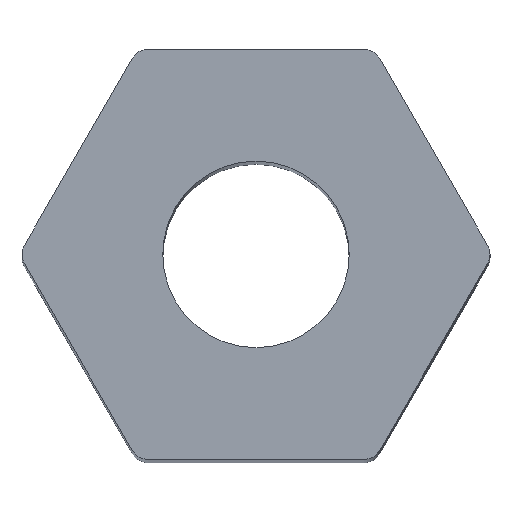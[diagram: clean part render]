
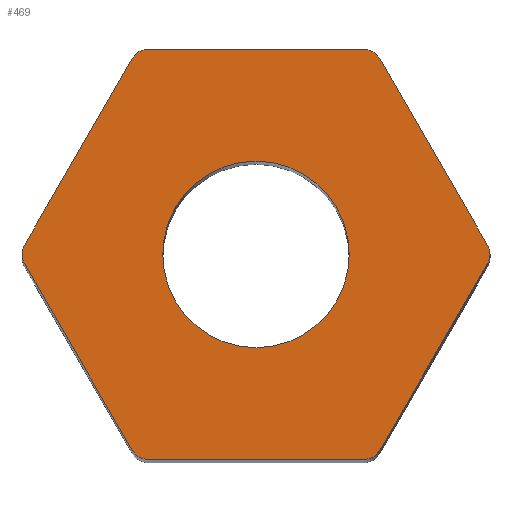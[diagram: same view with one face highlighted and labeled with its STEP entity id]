
A CAD part, top view. The second image highlights one B-rep face of the part: STEP entity #469.
In plain terms, the highlighted planar face has unit normal (0, 0, 1).
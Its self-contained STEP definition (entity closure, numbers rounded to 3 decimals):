
#6 = VERTEX_POINT ( 'NONE', #116 ) ;
#11 = VECTOR ( 'NONE', #161, 1000. ) ;
#18 = CARTESIAN_POINT ( 'NONE',  ( 1.443, -2.75, 25. ) ) ;
#19 = CARTESIAN_POINT ( 'NONE',  ( 1.25, 0., 25. ) ) ;
#25 = AXIS2_PLACEMENT_3D ( 'NONE', #462, #412, #43 ) ;
#29 = CIRCLE ( 'NONE', #519, 1.25 ) ;
#35 = VERTEX_POINT ( 'NONE', #18 ) ;
#39 = LINE ( 'NONE', #148, #166 ) ;
#40 = ORIENTED_EDGE ( 'NONE', *, *, #362, .T. ) ;
#42 = DIRECTION ( 'NONE',  ( -0.5, -0.866, 0. ) ) ;
#43 = DIRECTION ( 'NONE',  ( 1., 0., 0. ) ) ;
#44 = EDGE_CURVE ( 'NONE', #483, #6, #217, .T. ) ;
#51 = ORIENTED_EDGE ( 'NONE', *, *, #245, .T. ) ;
#52 = ORIENTED_EDGE ( 'NONE', *, *, #286, .F. ) ;
#57 = VERTEX_POINT ( 'NONE', #342 ) ;
#58 = VERTEX_POINT ( 'NONE', #66 ) ;
#60 = CARTESIAN_POINT ( 'NONE',  ( 1.588, -2.75, 25. ) ) ;
#66 = CARTESIAN_POINT ( 'NONE',  ( 1.66, 2.625, 25. ) ) ;
#71 = CARTESIAN_POINT ( 'NONE',  ( 0., 0., 25. ) ) ;
#76 = ORIENTED_EDGE ( 'NONE', *, *, #448, .T. ) ;
#78 = DIRECTION ( 'NONE',  ( 1., 0., 0. ) ) ;
#80 = DIRECTION ( 'NONE',  ( 1., 0., 0. ) ) ;
#94 = VERTEX_POINT ( 'NONE', #207 ) ;
#95 = DIRECTION ( 'NONE',  ( 0., 0., 1. ) ) ;
#108 = EDGE_LOOP ( 'NONE', ( #457, #451, #269, #554, #40, #76, #288, #231, #51, #325, #482, #579, #115 ) ) ;
#110 = LINE ( 'NONE', #500, #138 ) ;
#114 = CARTESIAN_POINT ( 'NONE',  ( 3.103, 0.125, 25. ) ) ;
#115 = ORIENTED_EDGE ( 'NONE', *, *, #195, .T. ) ;
#116 = CARTESIAN_POINT ( 'NONE',  ( -1.25, 0., 25. ) ) ;
#117 = DIRECTION ( 'NONE',  ( 0.5, 0.866, 0. ) ) ;
#136 = CARTESIAN_POINT ( 'NONE',  ( -3.137, 0., 25. ) ) ;
#138 = VECTOR ( 'NONE', #496, 1000. ) ;
#143 = CARTESIAN_POINT ( 'NONE',  ( 0., 0., 25. ) ) ;
#144 = AXIS2_PLACEMENT_3D ( 'NONE', #143, #95, #485 ) ;
#148 = CARTESIAN_POINT ( 'NONE',  ( -1.588, 2.75, 25. ) ) ;
#152 = VERTEX_POINT ( 'NONE', #525 ) ;
#153 = VERTEX_POINT ( 'NONE', #273 ) ;
#161 = DIRECTION ( 'NONE',  ( -1., 0., 0. ) ) ;
#164 = DIRECTION ( 'NONE',  ( 1., 0., 0. ) ) ;
#166 = VECTOR ( 'NONE', #42, 1000. ) ;
#172 = DIRECTION ( 'NONE',  ( 0., 0., 1. ) ) ;
#173 = LINE ( 'NONE', #60, #480 ) ;
#176 = AXIS2_PLACEMENT_3D ( 'NONE', #553, #466, #164 ) ;
#181 = VERTEX_POINT ( 'NONE', #322 ) ;
#185 = PLANE ( 'NONE',  #144 ) ;
#187 = CIRCLE ( 'NONE', #176, 0.25 ) ;
#195 = EDGE_CURVE ( 'NONE', #153, #545, #236, .T. ) ;
#204 = EDGE_CURVE ( 'NONE', #94, #153, #570, .T. ) ;
#207 = CARTESIAN_POINT ( 'NONE',  ( 1.443, 2.75, 25. ) ) ;
#212 = CARTESIAN_POINT ( 'NONE',  ( -1.66, -2.625, 25. ) ) ;
#217 = CIRCLE ( 'NONE', #438, 1.25 ) ;
#221 = DIRECTION ( 'NONE',  ( 0.5, -0.866, 0. ) ) ;
#231 = ORIENTED_EDGE ( 'NONE', *, *, #484, .T. ) ;
#236 = CIRCLE ( 'NONE', #25, 0.25 ) ;
#239 = EDGE_CURVE ( 'NONE', #545, #152, #39, .T. ) ;
#244 = AXIS2_PLACEMENT_3D ( 'NONE', #349, #514, #80 ) ;
#245 = EDGE_CURVE ( 'NONE', #181, #316, #476, .T. ) ;
#252 = AXIS2_PLACEMENT_3D ( 'NONE', #254, #422, #502 ) ;
#254 = CARTESIAN_POINT ( 'NONE',  ( 1.443, -2.5, 25. ) ) ;
#257 = DIRECTION ( 'NONE',  ( 1., 0., 0. ) ) ;
#266 = LINE ( 'NONE', #307, #323 ) ;
#269 = ORIENTED_EDGE ( 'NONE', *, *, #333, .T. ) ;
#273 = CARTESIAN_POINT ( 'NONE',  ( -1.443, 2.75, 25. ) ) ;
#285 = CARTESIAN_POINT ( 'NONE',  ( 2.887, 0., 25. ) ) ;
#286 = EDGE_CURVE ( 'NONE', #6, #483, #29, .T. ) ;
#288 = ORIENTED_EDGE ( 'NONE', *, *, #477, .T. ) ;
#290 = CARTESIAN_POINT ( 'NONE',  ( 1.588, 2.75, 25. ) ) ;
#302 = CARTESIAN_POINT ( 'NONE',  ( 1.66, -2.625, 25. ) ) ;
#307 = CARTESIAN_POINT ( 'NONE',  ( -3.175, 0., 25. ) ) ;
#308 = DIRECTION ( 'NONE',  ( 0., 0., 1. ) ) ;
#310 = CARTESIAN_POINT ( 'NONE',  ( -2.887, 0., 25. ) ) ;
#311 = VERTEX_POINT ( 'NONE', #302 ) ;
#313 = EDGE_CURVE ( 'NONE', #58, #94, #187, .T. ) ;
#316 = VERTEX_POINT ( 'NONE', #114 ) ;
#321 = DIRECTION ( 'NONE',  ( 1., 0., 0. ) ) ;
#322 = CARTESIAN_POINT ( 'NONE',  ( 3.103, -0.125, 25. ) ) ;
#323 = VECTOR ( 'NONE', #221, 1000. ) ;
#325 = ORIENTED_EDGE ( 'NONE', *, *, #583, .T. ) ;
#333 = EDGE_CURVE ( 'NONE', #523, #57, #335, .T. ) ;
#335 = CIRCLE ( 'NONE', #350, 0.25 ) ;
#336 = DIRECTION ( 'NONE',  ( 0., 0., 1. ) ) ;
#342 = CARTESIAN_POINT ( 'NONE',  ( -3.103, -0.125, 25. ) ) ;
#347 = DIRECTION ( 'NONE',  ( 1., 0., 0. ) ) ;
#349 = CARTESIAN_POINT ( 'NONE',  ( -1.443, -2.5, 25. ) ) ;
#350 = AXIS2_PLACEMENT_3D ( 'NONE', #468, #336, #257 ) ;
#351 = CIRCLE ( 'NONE', #416, 0.25 ) ;
#353 = VERTEX_POINT ( 'NONE', #439 ) ;
#354 = EDGE_CURVE ( 'NONE', #152, #523, #351, .T. ) ;
#360 = DIRECTION ( 'NONE',  ( 1., 0., 0. ) ) ;
#362 = EDGE_CURVE ( 'NONE', #417, #353, #486, .T. ) ;
#369 = CARTESIAN_POINT ( 'NONE',  ( -1.66, 2.625, 25. ) ) ;
#375 = EDGE_LOOP ( 'NONE', ( #52, #398 ) ) ;
#377 = EDGE_CURVE ( 'NONE', #57, #417, #266, .T. ) ;
#379 = DIRECTION ( 'NONE',  ( 0., 0., 1. ) ) ;
#381 = FACE_OUTER_BOUND ( 'NONE', #108, .T. ) ;
#398 = ORIENTED_EDGE ( 'NONE', *, *, #44, .F. ) ;
#412 = DIRECTION ( 'NONE',  ( 0., 0., 1. ) ) ;
#414 = CARTESIAN_POINT ( 'NONE',  ( -1.588, -2.75, 25. ) ) ;
#416 = AXIS2_PLACEMENT_3D ( 'NONE', #310, #172, #78 ) ;
#417 = VERTEX_POINT ( 'NONE', #212 ) ;
#422 = DIRECTION ( 'NONE',  ( 0., 0., 1. ) ) ;
#438 = AXIS2_PLACEMENT_3D ( 'NONE', #504, #379, #509 ) ;
#439 = CARTESIAN_POINT ( 'NONE',  ( -1.443, -2.75, 25. ) ) ;
#442 = VECTOR ( 'NONE', #321, 1000. ) ;
#448 = EDGE_CURVE ( 'NONE', #353, #35, #560, .T. ) ;
#451 = ORIENTED_EDGE ( 'NONE', *, *, #354, .T. ) ;
#457 = ORIENTED_EDGE ( 'NONE', *, *, #239, .T. ) ;
#462 = CARTESIAN_POINT ( 'NONE',  ( -1.443, 2.5, 25. ) ) ;
#466 = DIRECTION ( 'NONE',  ( 0., 0., 1. ) ) ;
#468 = CARTESIAN_POINT ( 'NONE',  ( -2.887, 0., 25. ) ) ;
#469 = ADVANCED_FACE ( 'NONE', ( #491, #381 ), #185, .T. ) ;
#476 = CIRCLE ( 'NONE', #489, 0.25 ) ;
#477 = EDGE_CURVE ( 'NONE', #35, #311, #585, .T. ) ;
#480 = VECTOR ( 'NONE', #117, 1000. ) ;
#482 = ORIENTED_EDGE ( 'NONE', *, *, #313, .T. ) ;
#483 = VERTEX_POINT ( 'NONE', #19 ) ;
#484 = EDGE_CURVE ( 'NONE', #311, #181, #173, .T. ) ;
#485 = DIRECTION ( 'NONE',  ( 1., 0., 0. ) ) ;
#486 = CIRCLE ( 'NONE', #244, 0.25 ) ;
#489 = AXIS2_PLACEMENT_3D ( 'NONE', #285, #584, #360 ) ;
#491 = FACE_BOUND ( 'NONE', #375, .T. ) ;
#496 = DIRECTION ( 'NONE',  ( -0.5, 0.866, 0. ) ) ;
#500 = CARTESIAN_POINT ( 'NONE',  ( 3.175, 0., 25. ) ) ;
#502 = DIRECTION ( 'NONE',  ( 1., 0., 0. ) ) ;
#504 = CARTESIAN_POINT ( 'NONE',  ( 0., 0., 25. ) ) ;
#509 = DIRECTION ( 'NONE',  ( 1., 0., 0. ) ) ;
#514 = DIRECTION ( 'NONE',  ( 0., 0., 1. ) ) ;
#519 = AXIS2_PLACEMENT_3D ( 'NONE', #71, #308, #347 ) ;
#523 = VERTEX_POINT ( 'NONE', #136 ) ;
#525 = CARTESIAN_POINT ( 'NONE',  ( -3.103, 0.125, 25. ) ) ;
#545 = VERTEX_POINT ( 'NONE', #369 ) ;
#553 = CARTESIAN_POINT ( 'NONE',  ( 1.443, 2.5, 25. ) ) ;
#554 = ORIENTED_EDGE ( 'NONE', *, *, #377, .T. ) ;
#560 = LINE ( 'NONE', #414, #442 ) ;
#570 = LINE ( 'NONE', #290, #11 ) ;
#579 = ORIENTED_EDGE ( 'NONE', *, *, #204, .T. ) ;
#583 = EDGE_CURVE ( 'NONE', #316, #58, #110, .T. ) ;
#584 = DIRECTION ( 'NONE',  ( 0., 0., 1. ) ) ;
#585 = CIRCLE ( 'NONE', #252, 0.25 ) ;
